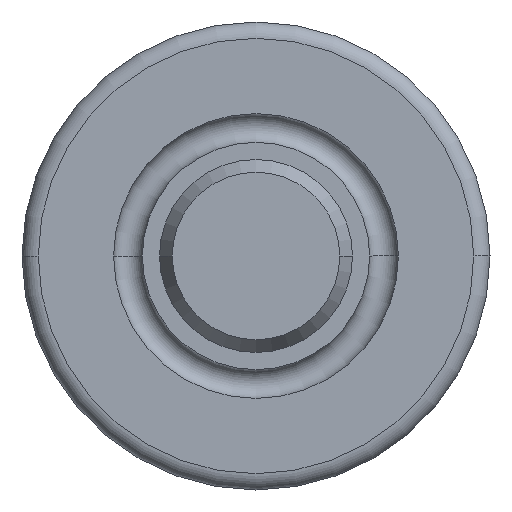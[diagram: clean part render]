
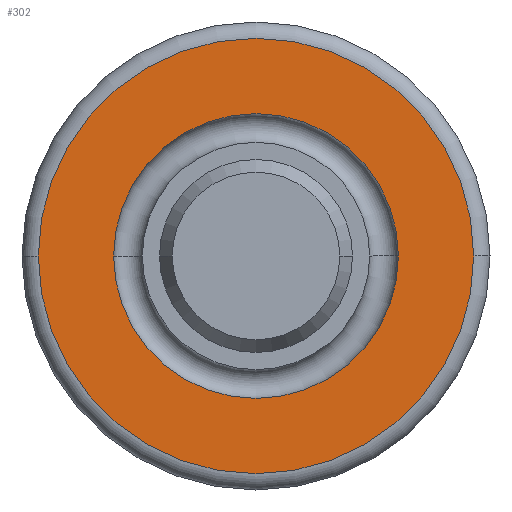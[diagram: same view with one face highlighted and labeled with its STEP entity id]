
A CAD part, left-side view. The second image highlights one B-rep face of the part: STEP entity #302.
In plain terms, the highlighted planar face has unit normal (-1, 0, 0).
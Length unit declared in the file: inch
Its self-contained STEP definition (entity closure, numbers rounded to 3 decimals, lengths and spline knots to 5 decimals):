
#55 = CIRCLE ( 'NONE', #440, 0.24422 ) ;
#74 = ORIENTED_EDGE ( 'NONE', *, *, #282, .T. ) ;
#108 = DIRECTION ( 'NONE',  ( 0., 1., 0. ) ) ;
#112 = AXIS2_PLACEMENT_3D ( 'NONE', #873, #890, #802 ) ;
#194 = CIRCLE ( 'NONE', #916, 0.15974 ) ;
#199 = CARTESIAN_POINT ( 'NONE',  ( 0., -0.15974, 0. ) ) ;
#205 = EDGE_CURVE ( 'NONE', #867, #590, #676, .T. ) ;
#218 = EDGE_CURVE ( 'NONE', #925, #433, #492, .T. ) ;
#231 = ORIENTED_EDGE ( 'NONE', *, *, #218, .T. ) ;
#254 = DIRECTION ( 'NONE',  ( 1., 0., 0. ) ) ;
#282 = EDGE_CURVE ( 'NONE', #433, #925, #194, .T. ) ;
#302 = ADVANCED_FACE ( 'NONE', ( #655, #338 ), #574, .T. ) ;
#338 = FACE_OUTER_BOUND ( 'NONE', #973, .T. ) ;
#428 = DIRECTION ( 'NONE',  ( 0., 1., 0. ) ) ;
#433 = VERTEX_POINT ( 'NONE', #827 ) ;
#440 = AXIS2_PLACEMENT_3D ( 'NONE', #934, #254, #108 ) ;
#460 = CARTESIAN_POINT ( 'NONE',  ( 0., -0.24422, 0. ) ) ;
#486 = CARTESIAN_POINT ( 'NONE',  ( 0., 0., 0. ) ) ;
#492 = CIRCLE ( 'NONE', #926, 0.15974 ) ;
#523 = AXIS2_PLACEMENT_3D ( 'NONE', #935, #700, #859 ) ;
#574 = PLANE ( 'NONE',  #112 ) ;
#580 = DIRECTION ( 'NONE',  ( 1., 0., 0. ) ) ;
#590 = VERTEX_POINT ( 'NONE', #460 ) ;
#635 = DIRECTION ( 'NONE',  ( 0., 1., 0. ) ) ;
#639 = EDGE_LOOP ( 'NONE', ( #74, #231 ) ) ;
#655 = FACE_BOUND ( 'NONE', #639, .T. ) ;
#676 = CIRCLE ( 'NONE', #523, 0.24422 ) ;
#692 = ORIENTED_EDGE ( 'NONE', *, *, #746, .F. ) ;
#700 = DIRECTION ( 'NONE',  ( 1., 0., 0. ) ) ;
#746 = EDGE_CURVE ( 'NONE', #590, #867, #55, .T. ) ;
#782 = DIRECTION ( 'NONE',  ( 1., 0., 0. ) ) ;
#789 = CARTESIAN_POINT ( 'NONE',  ( 0., 0., 0. ) ) ;
#797 = CARTESIAN_POINT ( 'NONE',  ( 0., 0.24422, 0. ) ) ;
#802 = DIRECTION ( 'NONE',  ( 0., -1., 0. ) ) ;
#819 = ORIENTED_EDGE ( 'NONE', *, *, #205, .F. ) ;
#827 = CARTESIAN_POINT ( 'NONE',  ( 0., 0.15974, 0. ) ) ;
#859 = DIRECTION ( 'NONE',  ( 0., 1., 0. ) ) ;
#867 = VERTEX_POINT ( 'NONE', #797 ) ;
#873 = CARTESIAN_POINT ( 'NONE',  ( 0., 0.15974, 0. ) ) ;
#890 = DIRECTION ( 'NONE',  ( -1., 0., 0. ) ) ;
#916 = AXIS2_PLACEMENT_3D ( 'NONE', #486, #580, #428 ) ;
#925 = VERTEX_POINT ( 'NONE', #199 ) ;
#926 = AXIS2_PLACEMENT_3D ( 'NONE', #789, #782, #635 ) ;
#934 = CARTESIAN_POINT ( 'NONE',  ( 0., 0., 0. ) ) ;
#935 = CARTESIAN_POINT ( 'NONE',  ( 0., 0., 0. ) ) ;
#973 = EDGE_LOOP ( 'NONE', ( #819, #692 ) ) ;
